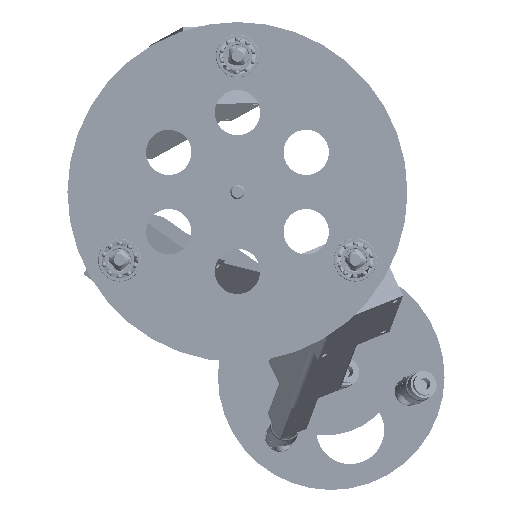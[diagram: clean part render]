
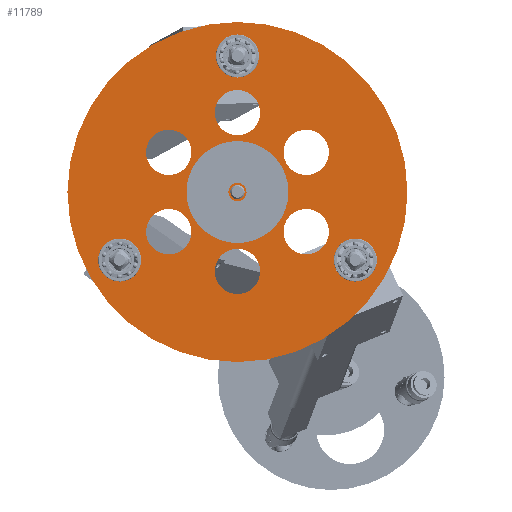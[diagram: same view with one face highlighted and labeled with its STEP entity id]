
A CAD part, front view. The second image highlights one B-rep face of the part: STEP entity #11789.
In plain terms, the highlighted planar face has unit normal (0, -1, 0).
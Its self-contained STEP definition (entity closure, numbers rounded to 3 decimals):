
#912=FACE_BOUND('',#2093,.T.);
#913=FACE_BOUND('',#2094,.T.);
#914=FACE_BOUND('',#2095,.T.);
#915=FACE_BOUND('',#2096,.T.);
#916=FACE_BOUND('',#2097,.T.);
#917=FACE_BOUND('',#2098,.T.);
#918=FACE_BOUND('',#2099,.T.);
#919=FACE_BOUND('',#2100,.T.);
#920=FACE_BOUND('',#2101,.T.);
#921=FACE_BOUND('',#2102,.T.);
#922=FACE_BOUND('',#2103,.T.);
#923=FACE_BOUND('',#2104,.T.);
#924=FACE_BOUND('',#2105,.T.);
#1088=PLANE('',#12872);
#1422=FACE_OUTER_BOUND('',#2092,.T.);
#2092=EDGE_LOOP('',(#8301,#8302));
#2093=EDGE_LOOP('',(#8303));
#2094=EDGE_LOOP('',(#8304));
#2095=EDGE_LOOP('',(#8305));
#2096=EDGE_LOOP('',(#8306,#8307));
#2097=EDGE_LOOP('',(#8308,#8309));
#2098=EDGE_LOOP('',(#8310,#8311));
#2099=EDGE_LOOP('',(#8312));
#2100=EDGE_LOOP('',(#8313));
#2101=EDGE_LOOP('',(#8314));
#2102=EDGE_LOOP('',(#8315));
#2103=EDGE_LOOP('',(#8316));
#2104=EDGE_LOOP('',(#8317));
#2105=EDGE_LOOP('',(#8318));
#4551=CIRCLE('',#12811,9.5);
#4554=CIRCLE('',#12815,9.5);
#4557=CIRCLE('',#12819,9.5);
#4570=CIRCLE('',#12837,4.);
#4571=CIRCLE('',#12838,4.);
#4572=CIRCLE('',#12840,4.);
#4573=CIRCLE('',#12841,4.);
#4574=CIRCLE('',#12843,4.);
#4575=CIRCLE('',#12844,4.);
#4576=CIRCLE('',#12846,10.);
#4578=CIRCLE('',#12849,10.);
#4580=CIRCLE('',#12852,3.);
#4582=CIRCLE('',#12855,10.);
#4584=CIRCLE('',#12858,10.);
#4586=CIRCLE('',#12861,10.);
#4588=CIRCLE('',#12864,10.);
#4592=CIRCLE('',#12869,75.);
#4593=CIRCLE('',#12870,75.);
#5116=VERTEX_POINT('',#17447);
#5119=VERTEX_POINT('',#17455);
#5122=VERTEX_POINT('',#17463);
#5135=VERTEX_POINT('',#17497);
#5136=VERTEX_POINT('',#17499);
#5137=VERTEX_POINT('',#17503);
#5138=VERTEX_POINT('',#17505);
#5139=VERTEX_POINT('',#17509);
#5140=VERTEX_POINT('',#17511);
#5141=VERTEX_POINT('',#17515);
#5143=VERTEX_POINT('',#17521);
#5145=VERTEX_POINT('',#17527);
#5147=VERTEX_POINT('',#17533);
#5149=VERTEX_POINT('',#17539);
#5151=VERTEX_POINT('',#17545);
#5153=VERTEX_POINT('',#17551);
#5157=VERTEX_POINT('',#17561);
#5158=VERTEX_POINT('',#17563);
#6357=EDGE_CURVE('',#5116,#5116,#4551,.T.);
#6361=EDGE_CURVE('',#5119,#5119,#4554,.T.);
#6365=EDGE_CURVE('',#5122,#5122,#4557,.T.);
#6381=EDGE_CURVE('',#5136,#5135,#4570,.T.);
#6382=EDGE_CURVE('',#5135,#5136,#4571,.T.);
#6384=EDGE_CURVE('',#5138,#5137,#4572,.T.);
#6385=EDGE_CURVE('',#5137,#5138,#4573,.T.);
#6387=EDGE_CURVE('',#5140,#5139,#4574,.T.);
#6388=EDGE_CURVE('',#5139,#5140,#4575,.T.);
#6389=EDGE_CURVE('',#5141,#5141,#4576,.T.);
#6392=EDGE_CURVE('',#5143,#5143,#4578,.T.);
#6395=EDGE_CURVE('',#5145,#5145,#4580,.T.);
#6398=EDGE_CURVE('',#5147,#5147,#4582,.T.);
#6401=EDGE_CURVE('',#5149,#5149,#4584,.T.);
#6404=EDGE_CURVE('',#5151,#5151,#4586,.T.);
#6407=EDGE_CURVE('',#5153,#5153,#4588,.T.);
#6413=EDGE_CURVE('',#5157,#5158,#4592,.T.);
#6414=EDGE_CURVE('',#5158,#5157,#4593,.T.);
#8301=ORIENTED_EDGE('',*,*,#6414,.F.);
#8302=ORIENTED_EDGE('',*,*,#6413,.F.);
#8303=ORIENTED_EDGE('',*,*,#6357,.T.);
#8304=ORIENTED_EDGE('',*,*,#6361,.T.);
#8305=ORIENTED_EDGE('',*,*,#6365,.T.);
#8306=ORIENTED_EDGE('',*,*,#6381,.T.);
#8307=ORIENTED_EDGE('',*,*,#6382,.T.);
#8308=ORIENTED_EDGE('',*,*,#6384,.T.);
#8309=ORIENTED_EDGE('',*,*,#6385,.T.);
#8310=ORIENTED_EDGE('',*,*,#6387,.T.);
#8311=ORIENTED_EDGE('',*,*,#6388,.T.);
#8312=ORIENTED_EDGE('',*,*,#6407,.F.);
#8313=ORIENTED_EDGE('',*,*,#6404,.F.);
#8314=ORIENTED_EDGE('',*,*,#6401,.F.);
#8315=ORIENTED_EDGE('',*,*,#6398,.F.);
#8316=ORIENTED_EDGE('',*,*,#6395,.F.);
#8317=ORIENTED_EDGE('',*,*,#6392,.F.);
#8318=ORIENTED_EDGE('',*,*,#6389,.F.);
#11789=ADVANCED_FACE('',(#1422,#912,#913,#914,#915,#916,#917,#918,#919,
#920,#921,#922,#923,#924),#1088,.F.);
#12811=AXIS2_PLACEMENT_3D('',#17449,#14164,#14165);
#12815=AXIS2_PLACEMENT_3D('',#17457,#14173,#14174);
#12819=AXIS2_PLACEMENT_3D('',#17465,#14182,#14183);
#12837=AXIS2_PLACEMENT_3D('',#17500,#14221,#14222);
#12838=AXIS2_PLACEMENT_3D('',#17501,#14223,#14224);
#12840=AXIS2_PLACEMENT_3D('',#17506,#14228,#14229);
#12841=AXIS2_PLACEMENT_3D('',#17507,#14230,#14231);
#12843=AXIS2_PLACEMENT_3D('',#17512,#14235,#14236);
#12844=AXIS2_PLACEMENT_3D('',#17513,#14237,#14238);
#12846=AXIS2_PLACEMENT_3D('',#17516,#14241,#14242);
#12849=AXIS2_PLACEMENT_3D('',#17522,#14248,#14249);
#12852=AXIS2_PLACEMENT_3D('',#17528,#14255,#14256);
#12855=AXIS2_PLACEMENT_3D('',#17534,#14262,#14263);
#12858=AXIS2_PLACEMENT_3D('',#17540,#14269,#14270);
#12861=AXIS2_PLACEMENT_3D('',#17546,#14276,#14277);
#12864=AXIS2_PLACEMENT_3D('',#17552,#14283,#14284);
#12869=AXIS2_PLACEMENT_3D('',#17564,#14295,#14296);
#12870=AXIS2_PLACEMENT_3D('',#17565,#14297,#14298);
#12872=AXIS2_PLACEMENT_3D('',#17567,#14301,#14302);
#14164=DIRECTION('center_axis',(0.,1.,0.));
#14165=DIRECTION('ref_axis',(1.,0.,0.));
#14173=DIRECTION('center_axis',(0.,1.,0.));
#14174=DIRECTION('ref_axis',(1.,0.,0.));
#14182=DIRECTION('center_axis',(0.,1.,0.));
#14183=DIRECTION('ref_axis',(1.,0.,0.));
#14221=DIRECTION('center_axis',(0.,1.,0.));
#14222=DIRECTION('ref_axis',(-0.5,0.,0.866));
#14223=DIRECTION('center_axis',(0.,1.,0.));
#14224=DIRECTION('ref_axis',(-0.5,0.,0.866));
#14228=DIRECTION('center_axis',(0.,1.,0.));
#14229=DIRECTION('ref_axis',(-0.5,0.,-0.866));
#14230=DIRECTION('center_axis',(0.,1.,0.));
#14231=DIRECTION('ref_axis',(-0.5,0.,-0.866));
#14235=DIRECTION('center_axis',(0.,1.,0.));
#14236=DIRECTION('ref_axis',(1.,0.,0.));
#14237=DIRECTION('center_axis',(0.,1.,0.));
#14238=DIRECTION('ref_axis',(1.,0.,0.));
#14241=DIRECTION('center_axis',(0.,-1.,0.));
#14242=DIRECTION('ref_axis',(1.,0.,0.));
#14248=DIRECTION('center_axis',(0.,-1.,0.));
#14249=DIRECTION('ref_axis',(1.,0.,0.));
#14255=DIRECTION('center_axis',(0.,-1.,0.));
#14256=DIRECTION('ref_axis',(1.,0.,0.));
#14262=DIRECTION('center_axis',(0.,-1.,0.));
#14263=DIRECTION('ref_axis',(1.,0.,0.));
#14269=DIRECTION('center_axis',(0.,-1.,0.));
#14270=DIRECTION('ref_axis',(1.,0.,0.));
#14276=DIRECTION('center_axis',(0.,-1.,0.));
#14277=DIRECTION('ref_axis',(1.,0.,0.));
#14283=DIRECTION('center_axis',(0.,-1.,0.));
#14284=DIRECTION('ref_axis',(1.,0.,0.));
#14295=DIRECTION('center_axis',(0.,1.,0.));
#14296=DIRECTION('ref_axis',(-1.,0.,0.));
#14297=DIRECTION('center_axis',(0.,1.,0.));
#14298=DIRECTION('ref_axis',(-1.,0.,0.));
#14301=DIRECTION('center_axis',(0.,1.,0.));
#14302=DIRECTION('ref_axis',(0.,0.,1.));
#17447=CARTESIAN_POINT('',(-61.462,0.,-30.));
#17449=CARTESIAN_POINT('Origin',(-51.962,0.,-30.));
#17455=CARTESIAN_POINT('',(42.462,0.,-30.));
#17457=CARTESIAN_POINT('Origin',(51.962,0.,-30.));
#17463=CARTESIAN_POINT('',(-9.5,0.,60.));
#17465=CARTESIAN_POINT('Origin',(0.,0.,60.));
#17497=CARTESIAN_POINT('',(2.,0.,-18.464));
#17499=CARTESIAN_POINT('',(-2.,0.,-11.536));
#17500=CARTESIAN_POINT('Origin',(0.,0.,-15.));
#17501=CARTESIAN_POINT('Origin',(0.,0.,-15.));
#17503=CARTESIAN_POINT('',(14.99,0.,10.964));
#17505=CARTESIAN_POINT('',(10.99,0.,4.036));
#17506=CARTESIAN_POINT('Origin',(12.99,0.,7.5));
#17507=CARTESIAN_POINT('Origin',(12.99,0.,7.5));
#17509=CARTESIAN_POINT('',(-16.99,0.,7.5));
#17511=CARTESIAN_POINT('',(-8.99,0.,7.5));
#17512=CARTESIAN_POINT('Origin',(-12.99,0.,7.5));
#17513=CARTESIAN_POINT('Origin',(-12.99,0.,7.5));
#17515=CARTESIAN_POINT('',(-10.,0.,35.));
#17516=CARTESIAN_POINT('Origin',(0.,0.,35.));
#17521=CARTESIAN_POINT('',(20.311,0.,17.5));
#17522=CARTESIAN_POINT('Origin',(30.311,0.,17.5));
#17527=CARTESIAN_POINT('',(-3.,0.,0.));
#17528=CARTESIAN_POINT('Origin',(0.,0.,0.));
#17533=CARTESIAN_POINT('',(-40.311,0.,-17.5));
#17534=CARTESIAN_POINT('Origin',(-30.311,0.,-17.5));
#17539=CARTESIAN_POINT('',(-10.,0.,-35.));
#17540=CARTESIAN_POINT('Origin',(0.,0.,-35.));
#17545=CARTESIAN_POINT('',(-40.311,0.,17.5));
#17546=CARTESIAN_POINT('Origin',(-30.311,0.,17.5));
#17551=CARTESIAN_POINT('',(20.311,0.,-17.5));
#17552=CARTESIAN_POINT('Origin',(30.311,0.,-17.5));
#17561=CARTESIAN_POINT('',(75.,0.,0.));
#17563=CARTESIAN_POINT('',(-75.,0.,0.));
#17564=CARTESIAN_POINT('Origin',(0.,0.,0.));
#17565=CARTESIAN_POINT('Origin',(0.,0.,0.));
#17567=CARTESIAN_POINT('Origin',(0.,0.,0.));
